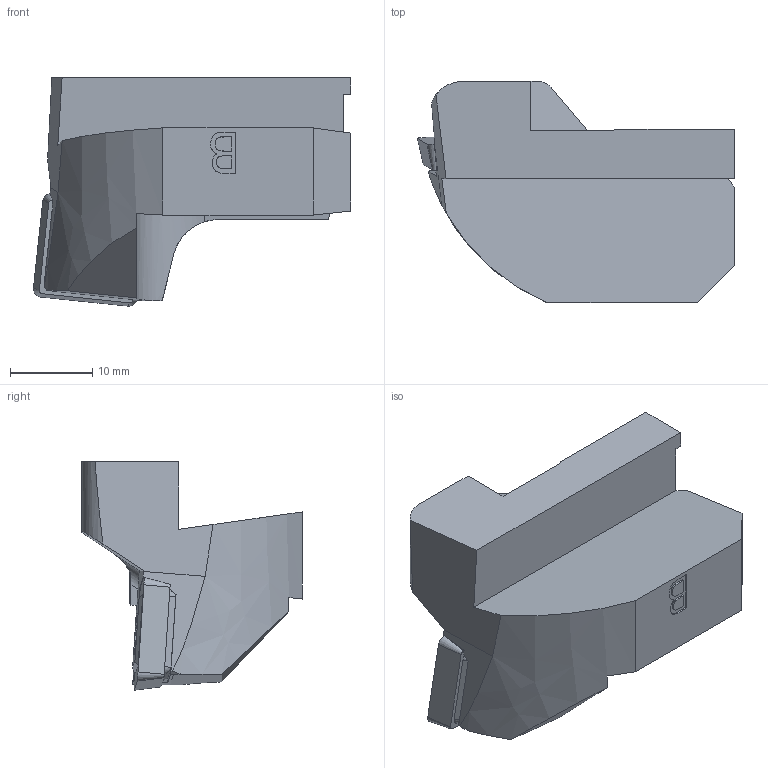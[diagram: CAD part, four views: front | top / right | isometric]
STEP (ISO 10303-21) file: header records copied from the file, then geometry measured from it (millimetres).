
FILE_DESCRIPTION(/* description */ (''),/* implementation_level */ '2;1');
FILE_NAME(/* name */ '1548225519967.stp',/* time_stamp */ '2019-01-23T07:38:56+01:00',/* author */ (''),/* organization */ ('SMS'),/* preprocessor_version */ 'ST-DEVELOPER v15',/* originating_system */ 'SIEMENS PLM Software NX 8.5',/* authorisation */ '');
FILE_SCHEMA (('AUTOMOTIVE_DESIGN { 1 0 10303 214 3 1 1 1 }'));
Length unit declared in the file: millimetre
Products named in the file (4): ASSEMBLY_CONSTRUCTION; 201012610mod000_00; 201030137mod000_00; 201030148mod000_01
Assembly tree (3 placements, depth 2):
  201030148mod000_01
    201030137mod000_00
    201012610mod000_00
    ASSEMBLY_CONSTRUCTION
Bounding box: 38.47 x 26.8 x 27.71 mm (x, y, z)
Volume: 9678.6 mm3; surface area: 4250.9 mm2
Topology: 2 solids, 2 shells, 97 faces, 263 edges, 184 vertices
Faces by surface type: plane 62, cone 11, cylinder 9, torus 8, extrusion 7
Full cylindrical faces by diameter (mm): 4 x2
Entity records: 3447 total; most frequent: CARTESIAN_POINT 851, ORIENTED_EDGE 506, DIRECTION 475, EDGE_CURVE 253, VERTEX_POINT 186, VECTOR 169, LINE 162, AXIS2_PLACEMENT_3D 153
